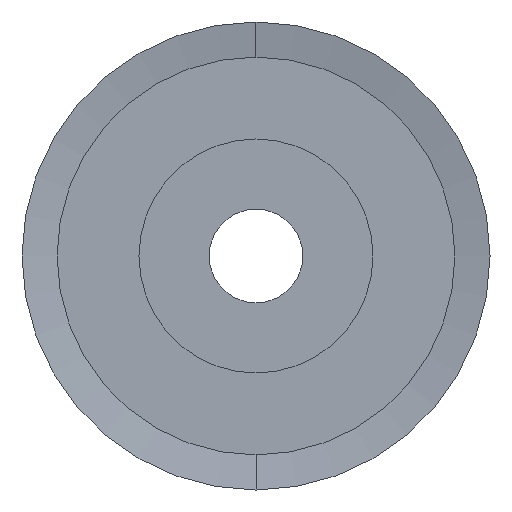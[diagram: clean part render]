
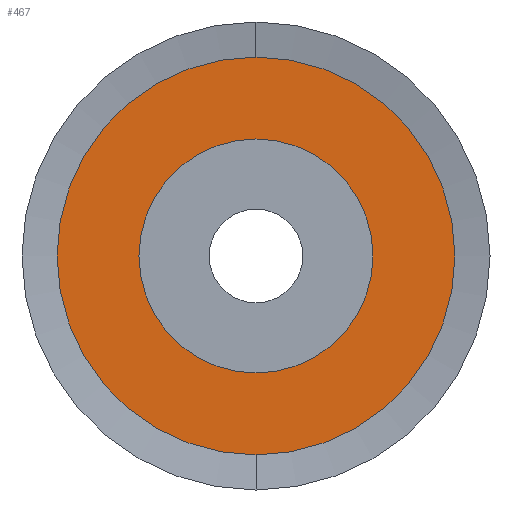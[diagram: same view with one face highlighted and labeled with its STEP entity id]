
A CAD part, left-side view. The second image highlights one B-rep face of the part: STEP entity #467.
In plain terms, the highlighted planar face has unit normal (-1, 0, 0).
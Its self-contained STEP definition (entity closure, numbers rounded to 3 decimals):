
#467=ADVANCED_FACE('',(#937,#938),#939,.T.);
#937=FACE_OUTER_BOUND('',#1407,.T.);
#938=FACE_BOUND('',#1408,.T.);
#939=PLANE('',#1409);
#1407=EDGE_LOOP('',(#2845,#2846));
#1408=EDGE_LOOP('',(#2847,#2848));
#1409=AXIS2_PLACEMENT_3D('',#2849,#2850,#2851);
#2845=ORIENTED_EDGE('',*,*,#3472,.F.);
#2846=ORIENTED_EDGE('',*,*,#2920,.F.);
#2847=ORIENTED_EDGE('',*,*,#3473,.F.);
#2848=ORIENTED_EDGE('',*,*,#2910,.F.);
#2849=CARTESIAN_POINT('',(-4.75,0.0,-6.75));
#2850=DIRECTION('',(-1.0,0.0,0.0));
#2851=DIRECTION('',(0.0,0.0,1.0));
#2910=EDGE_CURVE('',#3499,#3495,#3501,.T.);
#2920=EDGE_CURVE('',#3515,#3512,#3517,.T.);
#3472=EDGE_CURVE('',#3512,#3515,#4339,.T.);
#3473=EDGE_CURVE('',#3495,#3499,#4340,.T.);
#3495=VERTEX_POINT('',#4364);
#3499=VERTEX_POINT('',#4369);
#3501=CIRCLE('',#4372,5.0);
#3512=VERTEX_POINT('',#4385);
#3515=VERTEX_POINT('',#4389);
#3517=CIRCLE('',#4392,8.5);
#4339=CIRCLE('',#5416,8.5);
#4340=CIRCLE('',#5417,5.0);
#4364=CARTESIAN_POINT('',(-4.75,0.0,-5.0));
#4369=CARTESIAN_POINT('',(-4.75,0.,5.0));
#4372=AXIS2_PLACEMENT_3D('',#5441,#5442,#5443);
#4385=CARTESIAN_POINT('',(-4.75,0.0,-8.5));
#4389=CARTESIAN_POINT('',(-4.75,0.,8.5));
#4392=AXIS2_PLACEMENT_3D('',#5457,#5458,#5459);
#5416=AXIS2_PLACEMENT_3D('',#6283,#6284,#6285);
#5417=AXIS2_PLACEMENT_3D('',#6286,#6287,#6288);
#5441=CARTESIAN_POINT('',(-4.75,0.0,0.0));
#5442=DIRECTION('',(-1.0,0.0,0.0));
#5443=DIRECTION('',(0.0,0.0,-1.0));
#5457=CARTESIAN_POINT('',(-4.75,0.0,0.0));
#5458=DIRECTION('',(1.0,0.0,0.0));
#5459=DIRECTION('',(0.0,0.0,-1.0));
#6283=CARTESIAN_POINT('',(-4.75,0.0,0.0));
#6284=DIRECTION('',(1.0,0.0,0.0));
#6285=DIRECTION('',(0.0,0.0,-1.0));
#6286=CARTESIAN_POINT('',(-4.75,0.0,0.0));
#6287=DIRECTION('',(-1.0,0.0,0.0));
#6288=DIRECTION('',(0.0,0.0,-1.0));
